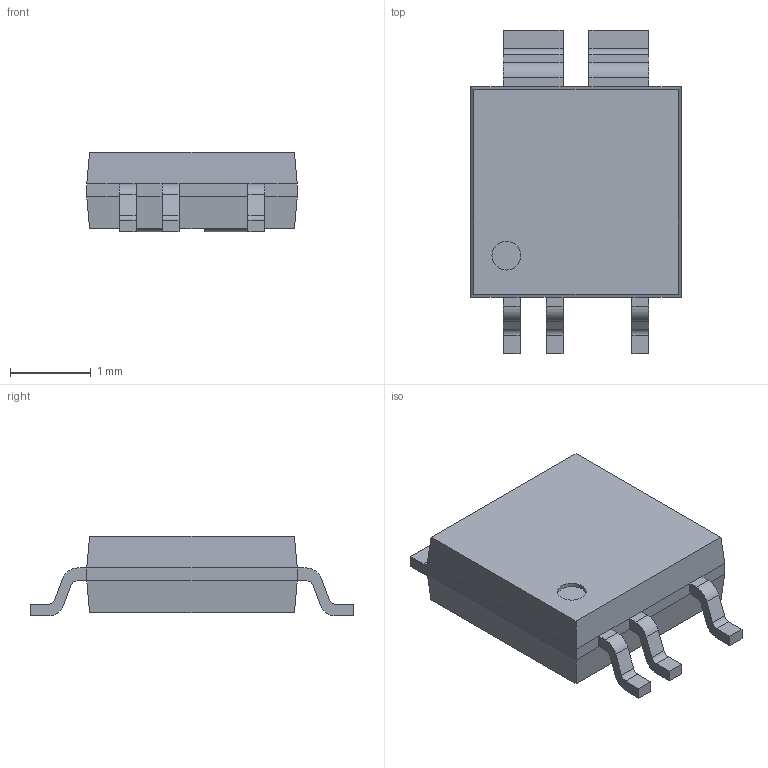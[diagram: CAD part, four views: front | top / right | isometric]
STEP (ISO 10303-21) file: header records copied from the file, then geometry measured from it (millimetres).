
FILE_DESCRIPTION(/* description */ ('Unknown'),/* implementation_level */ '2;1');
FILE_NAME(/* name */ 'XB7608A',/* time_stamp */ '2023-09-25T09:24:12+02:00',/* author */ ('Unknown'),/* organization */ ('Unknown'),/* preprocessor_version */ 'ST-DEVELOPER v18.102',/* originating_system */ 'Solid Edge',/* authorisation */ 'Unknown');
FILE_SCHEMA (('AUTOMOTIVE_DESIGN {1 0 10303 214 3 1 1}'));
Length unit declared in the file: millimetre
Products named in the file (1): XB7608A
Bounding box: 2.6 x 4 x 0.99 mm (x, y, z)
Volume: 6.6 mm3; surface area: 28 mm2
Topology: 1 solids, 1 shells, 86 faces, 221 edges, 138 vertices
Faces by surface type: plane 65, cylinder 21
Full cylindrical faces by diameter (mm): 0.355 x1
Entity records: 3184 total; most frequent: CARTESIAN_POINT 445, ORIENTED_EDGE 440, DIRECTION 436, EDGE_CURVE 220, LINE 178, VECTOR 178, VERTEX_POINT 138, AXIS2_PLACEMENT_3D 129
